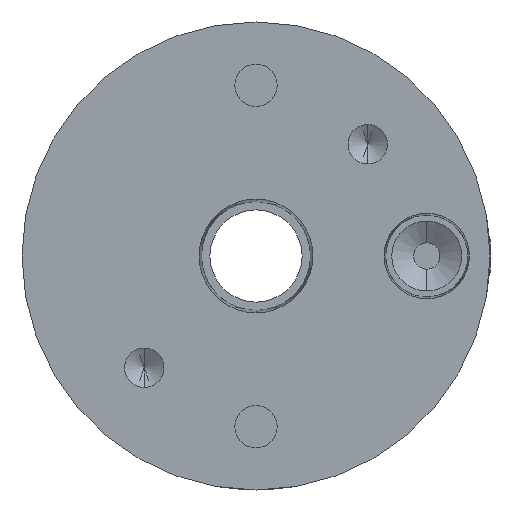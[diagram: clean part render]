
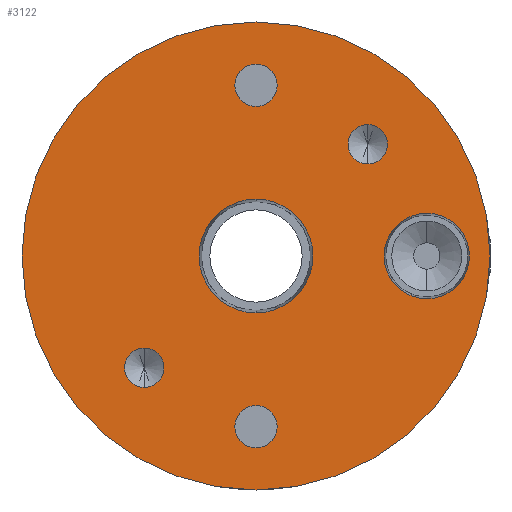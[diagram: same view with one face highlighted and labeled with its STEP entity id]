
A CAD part, front view. The second image highlights one B-rep face of the part: STEP entity #3122.
In plain terms, the highlighted planar face has unit normal (0, -1, 0).
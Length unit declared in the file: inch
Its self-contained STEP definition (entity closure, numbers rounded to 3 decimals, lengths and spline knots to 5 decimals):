
#2 = ORIENTED_EDGE ( 'NONE', *, *, #4616, .F. ) ;
#9 = CIRCLE ( 'NONE', #1596, 0.09375 ) ;
#31 = EDGE_LOOP ( 'NONE', ( #2880, #570 ) ) ;
#34 = EDGE_LOOP ( 'NONE', ( #1484, #3186 ) ) ;
#77 = CIRCLE ( 'NONE', #4091, 1.11 ) ;
#81 = DIRECTION ( 'NONE',  ( 0., -1., 0. ) ) ;
#119 = EDGE_LOOP ( 'NONE', ( #5104, #4954 ) ) ;
#186 = VERTEX_POINT ( 'NONE', #4346 ) ;
#209 = PLANE ( 'NONE',  #2539 ) ;
#252 = DIRECTION ( 'NONE',  ( 0., -1., 0. ) ) ;
#253 = ORIENTED_EDGE ( 'NONE', *, *, #650, .F. ) ;
#257 = DIRECTION ( 'NONE',  ( 0., -1., 0. ) ) ;
#261 = CARTESIAN_POINT ( 'NONE',  ( 0.81, -1.1875, 0. ) ) ;
#396 = AXIS2_PLACEMENT_3D ( 'NONE', #5337, #257, #700 ) ;
#422 = ORIENTED_EDGE ( 'NONE', *, *, #1835, .F. ) ;
#555 = CIRCLE ( 'NONE', #1952, 0.2025 ) ;
#559 = FACE_OUTER_BOUND ( 'NONE', #4459, .T. ) ;
#570 = ORIENTED_EDGE ( 'NONE', *, *, #2527, .F. ) ;
#576 = VERTEX_POINT ( 'NONE', #883 ) ;
#591 = FACE_BOUND ( 'NONE', #31, .T. ) ;
#634 = VERTEX_POINT ( 'NONE', #4273 ) ;
#650 = EDGE_CURVE ( 'NONE', #4702, #4764, #5266, .T. ) ;
#668 = CARTESIAN_POINT ( 'NONE',  ( 0., -1.1875, 0.81 ) ) ;
#700 = DIRECTION ( 'NONE',  ( 0., 0., -1. ) ) ;
#752 = CIRCLE ( 'NONE', #2392, 0.09375 ) ;
#786 = DIRECTION ( 'NONE',  ( 0., -1., 0. ) ) ;
#790 = DIRECTION ( 'NONE',  ( 0., 0., -1. ) ) ;
#822 = AXIS2_PLACEMENT_3D ( 'NONE', #1354, #81, #2181 ) ;
#883 = CARTESIAN_POINT ( 'NONE',  ( 0., -1.1875, -0.27002 ) ) ;
#903 = CARTESIAN_POINT ( 'NONE',  ( 0.53033, -1.1875, 0.43658 ) ) ;
#906 = DIRECTION ( 'NONE',  ( 0., -1., 0. ) ) ;
#940 = DIRECTION ( 'NONE',  ( 0., 0., -1. ) ) ;
#1031 = FACE_BOUND ( 'NONE', #34, .T. ) ;
#1090 = CARTESIAN_POINT ( 'NONE',  ( 0., -1.1875, 0.9105 ) ) ;
#1202 = ORIENTED_EDGE ( 'NONE', *, *, #4221, .F. ) ;
#1206 = CARTESIAN_POINT ( 'NONE',  ( 0.81, -1.1875, -0.2025 ) ) ;
#1214 = CARTESIAN_POINT ( 'NONE',  ( 0., -1.1875, 0.27002 ) ) ;
#1252 = AXIS2_PLACEMENT_3D ( 'NONE', #3498, #3529, #3074 ) ;
#1260 = EDGE_LOOP ( 'NONE', ( #1202, #1577 ) ) ;
#1313 = CARTESIAN_POINT ( 'NONE',  ( -0.53033, -1.1875, -0.43658 ) ) ;
#1354 = CARTESIAN_POINT ( 'NONE',  ( 0., -1.1875, -0.81 ) ) ;
#1377 = DIRECTION ( 'NONE',  ( 0., -1., 0. ) ) ;
#1382 = VERTEX_POINT ( 'NONE', #1313 ) ;
#1425 = VERTEX_POINT ( 'NONE', #903 ) ;
#1455 = CIRCLE ( 'NONE', #2319, 0.09375 ) ;
#1484 = ORIENTED_EDGE ( 'NONE', *, *, #4072, .F. ) ;
#1548 = DIRECTION ( 'NONE',  ( 0., -1., 0. ) ) ;
#1575 = DIRECTION ( 'NONE',  ( 0., -1., 0. ) ) ;
#1577 = ORIENTED_EDGE ( 'NONE', *, *, #3389, .F. ) ;
#1596 = AXIS2_PLACEMENT_3D ( 'NONE', #3439, #906, #2644 ) ;
#1618 = CARTESIAN_POINT ( 'NONE',  ( 0.53033, -1.1875, 0.53033 ) ) ;
#1661 = CARTESIAN_POINT ( 'NONE',  ( 0., -1.1875, -0.81 ) ) ;
#1811 = DIRECTION ( 'NONE',  ( 0., 1., 0. ) ) ;
#1835 = EDGE_CURVE ( 'NONE', #3341, #1982, #5093, .T. ) ;
#1921 = CARTESIAN_POINT ( 'NONE',  ( -0.53033, -1.1875, -0.53033 ) ) ;
#1930 = CARTESIAN_POINT ( 'NONE',  ( 0.53033, -1.1875, 0.53033 ) ) ;
#1938 = EDGE_LOOP ( 'NONE', ( #2, #3365 ) ) ;
#1952 = AXIS2_PLACEMENT_3D ( 'NONE', #261, #1548, #3230 ) ;
#1957 = DIRECTION ( 'NONE',  ( 0., 0., -1. ) ) ;
#1982 = VERTEX_POINT ( 'NONE', #1206 ) ;
#2040 = CIRCLE ( 'NONE', #396, 0.27002 ) ;
#2148 = DIRECTION ( 'NONE',  ( 0., 1., 0. ) ) ;
#2181 = DIRECTION ( 'NONE',  ( 0., 0., -1. ) ) ;
#2246 = FACE_BOUND ( 'NONE', #1260, .T. ) ;
#2283 = AXIS2_PLACEMENT_3D ( 'NONE', #1930, #4003, #1957 ) ;
#2304 = CIRCLE ( 'NONE', #4917, 0.1005 ) ;
#2319 = AXIS2_PLACEMENT_3D ( 'NONE', #1618, #786, #2437 ) ;
#2392 = AXIS2_PLACEMENT_3D ( 'NONE', #1921, #1575, #790 ) ;
#2424 = VERTEX_POINT ( 'NONE', #1090 ) ;
#2437 = DIRECTION ( 'NONE',  ( 0., 0., -1. ) ) ;
#2527 = EDGE_CURVE ( 'NONE', #186, #1425, #1455, .T. ) ;
#2539 = AXIS2_PLACEMENT_3D ( 'NONE', #3882, #1811, #5176 ) ;
#2551 = CARTESIAN_POINT ( 'NONE',  ( 0., -1.1875, 0. ) ) ;
#2552 = VERTEX_POINT ( 'NONE', #1214 ) ;
#2644 = DIRECTION ( 'NONE',  ( 0., 0., -1. ) ) ;
#2710 = CARTESIAN_POINT ( 'NONE',  ( 0., -1.1875, 0. ) ) ;
#2719 = VERTEX_POINT ( 'NONE', #2906 ) ;
#2745 = CIRCLE ( 'NONE', #822, 0.1005 ) ;
#2748 = EDGE_CURVE ( 'NONE', #4764, #4702, #77, .T. ) ;
#2822 = EDGE_CURVE ( 'NONE', #2719, #3450, #3298, .T. ) ;
#2854 = VERTEX_POINT ( 'NONE', #5182 ) ;
#2880 = ORIENTED_EDGE ( 'NONE', *, *, #4878, .F. ) ;
#2906 = CARTESIAN_POINT ( 'NONE',  ( 0., -1.1875, -0.7095 ) ) ;
#2929 = CARTESIAN_POINT ( 'NONE',  ( 0., -1.1875, -1.11 ) ) ;
#3033 = CARTESIAN_POINT ( 'NONE',  ( 0., -1.1875, -0.9105 ) ) ;
#3034 = AXIS2_PLACEMENT_3D ( 'NONE', #2710, #4779, #5227 ) ;
#3074 = DIRECTION ( 'NONE',  ( 0., 0., 1. ) ) ;
#3122 = ADVANCED_FACE ( 'NONE', ( #3826, #591, #3911, #5137, #1031, #2246, #559 ), #209, .F. ) ;
#3186 = ORIENTED_EDGE ( 'NONE', *, *, #2822, .F. ) ;
#3230 = DIRECTION ( 'NONE',  ( 0., 0., -1. ) ) ;
#3298 = CIRCLE ( 'NONE', #4343, 0.1005 ) ;
#3316 = DIRECTION ( 'NONE',  ( 0., 0., -1. ) ) ;
#3341 = VERTEX_POINT ( 'NONE', #4611 ) ;
#3348 = ORIENTED_EDGE ( 'NONE', *, *, #2748, .F. ) ;
#3365 = ORIENTED_EDGE ( 'NONE', *, *, #4098, .F. ) ;
#3389 = EDGE_CURVE ( 'NONE', #2552, #576, #5414, .T. ) ;
#3439 = CARTESIAN_POINT ( 'NONE',  ( -0.53033, -1.1875, -0.53033 ) ) ;
#3446 = AXIS2_PLACEMENT_3D ( 'NONE', #4373, #1377, #4280 ) ;
#3450 = VERTEX_POINT ( 'NONE', #3033 ) ;
#3498 = CARTESIAN_POINT ( 'NONE',  ( 0., -1.1875, 0. ) ) ;
#3529 = DIRECTION ( 'NONE',  ( 0., 1., 0. ) ) ;
#3568 = EDGE_CURVE ( 'NONE', #1382, #2854, #9, .T. ) ;
#3631 = EDGE_LOOP ( 'NONE', ( #5201, #422 ) ) ;
#3806 = DIRECTION ( 'NONE',  ( 0., -1., 0. ) ) ;
#3826 = FACE_BOUND ( 'NONE', #119, .T. ) ;
#3851 = EDGE_CURVE ( 'NONE', #1982, #3341, #555, .T. ) ;
#3854 = EDGE_CURVE ( 'NONE', #2854, #1382, #752, .T. ) ;
#3882 = CARTESIAN_POINT ( 'NONE',  ( 1.11, -1.1875, 0. ) ) ;
#3911 = FACE_BOUND ( 'NONE', #3631, .T. ) ;
#3932 = CIRCLE ( 'NONE', #2283, 0.09375 ) ;
#4003 = DIRECTION ( 'NONE',  ( 0., -1., 0. ) ) ;
#4072 = EDGE_CURVE ( 'NONE', #3450, #2719, #2745, .T. ) ;
#4091 = AXIS2_PLACEMENT_3D ( 'NONE', #2551, #2148, #4237 ) ;
#4098 = EDGE_CURVE ( 'NONE', #2424, #634, #2304, .T. ) ;
#4221 = EDGE_CURVE ( 'NONE', #576, #2552, #2040, .T. ) ;
#4237 = DIRECTION ( 'NONE',  ( 0., 0., 1. ) ) ;
#4273 = CARTESIAN_POINT ( 'NONE',  ( 0., -1.1875, 0.7095 ) ) ;
#4280 = DIRECTION ( 'NONE',  ( 0., 0., -1. ) ) ;
#4343 = AXIS2_PLACEMENT_3D ( 'NONE', #1661, #3806, #3316 ) ;
#4346 = CARTESIAN_POINT ( 'NONE',  ( 0.53033, -1.1875, 0.62408 ) ) ;
#4373 = CARTESIAN_POINT ( 'NONE',  ( 0.81, -1.1875, 0. ) ) ;
#4459 = EDGE_LOOP ( 'NONE', ( #253, #3348 ) ) ;
#4503 = AXIS2_PLACEMENT_3D ( 'NONE', #668, #252, #4892 ) ;
#4611 = CARTESIAN_POINT ( 'NONE',  ( 0.81, -1.1875, 0.2025 ) ) ;
#4616 = EDGE_CURVE ( 'NONE', #634, #2424, #4871, .T. ) ;
#4670 = CARTESIAN_POINT ( 'NONE',  ( 0., -1.1875, 0.81 ) ) ;
#4702 = VERTEX_POINT ( 'NONE', #5330 ) ;
#4764 = VERTEX_POINT ( 'NONE', #2929 ) ;
#4779 = DIRECTION ( 'NONE',  ( 0., -1., 0. ) ) ;
#4871 = CIRCLE ( 'NONE', #4503, 0.1005 ) ;
#4878 = EDGE_CURVE ( 'NONE', #1425, #186, #3932, .T. ) ;
#4892 = DIRECTION ( 'NONE',  ( 0., 0., -1. ) ) ;
#4917 = AXIS2_PLACEMENT_3D ( 'NONE', #4670, #5099, #940 ) ;
#4954 = ORIENTED_EDGE ( 'NONE', *, *, #3568, .F. ) ;
#5093 = CIRCLE ( 'NONE', #3446, 0.2025 ) ;
#5099 = DIRECTION ( 'NONE',  ( 0., -1., 0. ) ) ;
#5104 = ORIENTED_EDGE ( 'NONE', *, *, #3854, .F. ) ;
#5137 = FACE_BOUND ( 'NONE', #1938, .T. ) ;
#5176 = DIRECTION ( 'NONE',  ( 0., 0., 1. ) ) ;
#5182 = CARTESIAN_POINT ( 'NONE',  ( -0.53033, -1.1875, -0.62408 ) ) ;
#5201 = ORIENTED_EDGE ( 'NONE', *, *, #3851, .F. ) ;
#5227 = DIRECTION ( 'NONE',  ( 0., 0., -1. ) ) ;
#5266 = CIRCLE ( 'NONE', #1252, 1.11 ) ;
#5330 = CARTESIAN_POINT ( 'NONE',  ( 0., -1.1875, 1.11 ) ) ;
#5337 = CARTESIAN_POINT ( 'NONE',  ( 0., -1.1875, 0. ) ) ;
#5414 = CIRCLE ( 'NONE', #3034, 0.27002 ) ;
